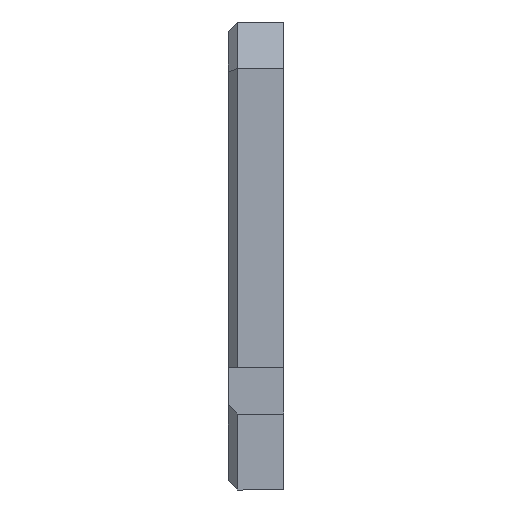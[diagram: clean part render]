
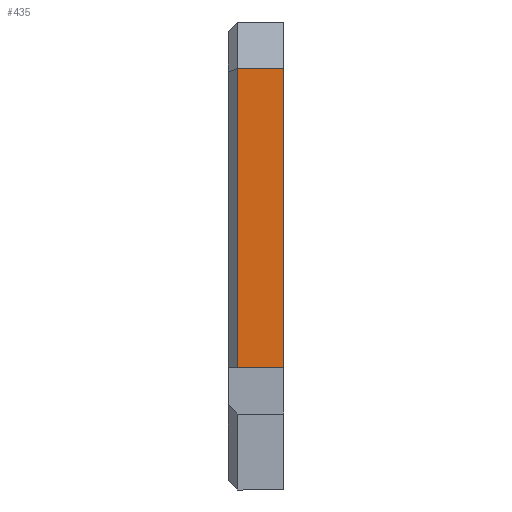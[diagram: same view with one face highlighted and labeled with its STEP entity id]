
A CAD part, front view. The second image highlights one B-rep face of the part: STEP entity #435.
In plain terms, the highlighted free-form (B-spline) face has degree [1, 1] with [2, 2] control points.
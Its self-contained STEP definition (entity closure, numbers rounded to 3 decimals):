
#47 = B_SPLINE_SURFACE_WITH_KNOTS('',1,1,(
    (#48,#49)
    ,(#50,#51)),.UNSPECIFIED.,.F.,.F.,.F.,(2,2),(2,2),(0.,1.),(0.,1.),
  .PIECEWISE_BEZIER_KNOTS.);
#48 = CARTESIAN_POINT('',(-345.,-135.002,-0.001));
#49 = CARTESIAN_POINT('',(-345.,-135.002,50.499));
#50 = CARTESIAN_POINT('',(-345.,-58.002,-0.001));
#51 = CARTESIAN_POINT('',(-345.,-58.002,50.499));
#309 = VERTEX_POINT('',#310);
#310 = CARTESIAN_POINT('',(-350.,-135.002,13.199));
#317 = B_SPLINE_SURFACE_WITH_KNOTS('',1,1,(
    (#318,#319)
    ,(#320,#321)),.UNSPECIFIED.,.F.,.F.,.F.,(2,2),(2,2),(0.,1.),(0.,1.),
  .PIECEWISE_BEZIER_KNOTS.);
#318 = CARTESIAN_POINT('',(-345.,-135.002,13.199));
#319 = CARTESIAN_POINT('',(-351.,-135.002,13.199));
#320 = CARTESIAN_POINT('',(-345.,-106.002,13.199));
#321 = CARTESIAN_POINT('',(-351.,-106.002,13.199));
#328 = B_SPLINE_SURFACE_WITH_KNOTS('',1,1,(
    (#329,#330)
    ,(#331,#332)),.UNSPECIFIED.,.F.,.F.,.F.,(2,2),(2,2),(0.,1.),(0.,1.),
  .PIECEWISE_BEZIER_KNOTS.);
#329 = CARTESIAN_POINT('',(-350.,-135.002,45.499));
#330 = CARTESIAN_POINT('',(-351.,-134.002,45.499));
#331 = CARTESIAN_POINT('',(-350.,-135.002,13.199));
#332 = CARTESIAN_POINT('',(-351.,-134.002,13.199));
#339 = EDGE_CURVE('',#340,#309,#342,.T.);
#340 = VERTEX_POINT('',#341);
#341 = CARTESIAN_POINT('',(-345.,-135.002,13.199));
#342 = SURFACE_CURVE('',#343,(#347,#353),.PCURVE_S1.);
#343 = LINE('',#344,#345);
#344 = CARTESIAN_POINT('',(-345.,-135.002,13.199));
#345 = VECTOR('',#346,1.);
#346 = DIRECTION('',(-1.,0.,0.));
#347 = PCURVE('',#317,#348);
#348 = DEFINITIONAL_REPRESENTATION('',(#349),#352);
#349 = B_SPLINE_CURVE_WITH_KNOTS('',1,(#350,#351),.UNSPECIFIED.,.F.,.F.,
  (2,2),(0.,5.),.PIECEWISE_BEZIER_KNOTS.);
#350 = CARTESIAN_POINT('',(0.,0.));
#351 = CARTESIAN_POINT('',(0.,0.833));
#352 = ( GEOMETRIC_REPRESENTATION_CONTEXT(2) 
PARAMETRIC_REPRESENTATION_CONTEXT() REPRESENTATION_CONTEXT('2D SPACE',''
  ) );
#353 = PCURVE('',#354,#359);
#354 = B_SPLINE_SURFACE_WITH_KNOTS('',1,1,(
    (#355,#356)
    ,(#357,#358)),.UNSPECIFIED.,.F.,.F.,.F.,(2,2),(2,2),(0.,1.),(0.,1.),
  .PIECEWISE_BEZIER_KNOTS.);
#355 = CARTESIAN_POINT('',(-345.,-135.002,45.499));
#356 = CARTESIAN_POINT('',(-350.,-135.002,45.499));
#357 = CARTESIAN_POINT('',(-345.,-135.002,13.199));
#358 = CARTESIAN_POINT('',(-350.,-135.002,13.199));
#359 = DEFINITIONAL_REPRESENTATION('',(#360),#363);
#360 = B_SPLINE_CURVE_WITH_KNOTS('',1,(#361,#362),.UNSPECIFIED.,.F.,.F.,
  (2,2),(0.,5.),.PIECEWISE_BEZIER_KNOTS.);
#361 = CARTESIAN_POINT('',(1.,0.));
#362 = CARTESIAN_POINT('',(1.,1.));
#363 = ( GEOMETRIC_REPRESENTATION_CONTEXT(2) 
PARAMETRIC_REPRESENTATION_CONTEXT() REPRESENTATION_CONTEXT('2D SPACE',''
  ) );
#435 = ADVANCED_FACE('',(#436),#354,.F.);
#436 = FACE_BOUND('',#437,.F.);
#437 = EDGE_LOOP('',(#438,#459,#485,#504));
#438 = ORIENTED_EDGE('',*,*,#439,.F.);
#439 = EDGE_CURVE('',#440,#309,#442,.T.);
#440 = VERTEX_POINT('',#441);
#441 = CARTESIAN_POINT('',(-350.,-135.002,45.499));
#442 = SURFACE_CURVE('',#443,(#447,#453),.PCURVE_S1.);
#443 = LINE('',#444,#445);
#444 = CARTESIAN_POINT('',(-350.,-135.002,45.499));
#445 = VECTOR('',#446,1.);
#446 = DIRECTION('',(0.,0.,-1.));
#447 = PCURVE('',#354,#448);
#448 = DEFINITIONAL_REPRESENTATION('',(#449),#452);
#449 = B_SPLINE_CURVE_WITH_KNOTS('',1,(#450,#451),.UNSPECIFIED.,.F.,.F.,
  (2,2),(0.,32.3),.PIECEWISE_BEZIER_KNOTS.);
#450 = CARTESIAN_POINT('',(0.,1.));
#451 = CARTESIAN_POINT('',(1.,1.));
#452 = ( GEOMETRIC_REPRESENTATION_CONTEXT(2) 
PARAMETRIC_REPRESENTATION_CONTEXT() REPRESENTATION_CONTEXT('2D SPACE',''
  ) );
#453 = PCURVE('',#328,#454);
#454 = DEFINITIONAL_REPRESENTATION('',(#455),#458);
#455 = B_SPLINE_CURVE_WITH_KNOTS('',1,(#456,#457),.UNSPECIFIED.,.F.,.F.,
  (2,2),(0.,32.3),.PIECEWISE_BEZIER_KNOTS.);
#456 = CARTESIAN_POINT('',(0.,0.));
#457 = CARTESIAN_POINT('',(1.,0.));
#458 = ( GEOMETRIC_REPRESENTATION_CONTEXT(2) 
PARAMETRIC_REPRESENTATION_CONTEXT() REPRESENTATION_CONTEXT('2D SPACE',''
  ) );
#459 = ORIENTED_EDGE('',*,*,#460,.F.);
#460 = EDGE_CURVE('',#461,#440,#463,.T.);
#461 = VERTEX_POINT('',#462);
#462 = CARTESIAN_POINT('',(-345.,-135.002,45.499));
#463 = SURFACE_CURVE('',#464,(#468,#474),.PCURVE_S1.);
#464 = LINE('',#465,#466);
#465 = CARTESIAN_POINT('',(-345.,-135.002,45.499));
#466 = VECTOR('',#467,1.);
#467 = DIRECTION('',(-1.,0.,0.));
#468 = PCURVE('',#354,#469);
#469 = DEFINITIONAL_REPRESENTATION('',(#470),#473);
#470 = B_SPLINE_CURVE_WITH_KNOTS('',1,(#471,#472),.UNSPECIFIED.,.F.,.F.,
  (2,2),(0.,5.),.PIECEWISE_BEZIER_KNOTS.);
#471 = CARTESIAN_POINT('',(0.,0.));
#472 = CARTESIAN_POINT('',(0.,1.));
#473 = ( GEOMETRIC_REPRESENTATION_CONTEXT(2) 
PARAMETRIC_REPRESENTATION_CONTEXT() REPRESENTATION_CONTEXT('2D SPACE',''
  ) );
#474 = PCURVE('',#475,#480);
#475 = B_SPLINE_SURFACE_WITH_KNOTS('',1,1,(
    (#476,#477)
    ,(#478,#479)),.UNSPECIFIED.,.F.,.F.,.F.,(2,2),(2,2),(0.,1.),(0.,1.),
  .PIECEWISE_BEZIER_KNOTS.);
#476 = CARTESIAN_POINT('',(-345.,-130.002,50.499));
#477 = CARTESIAN_POINT('',(-345.,-135.002,45.499));
#478 = CARTESIAN_POINT('',(-350.,-130.002,50.499));
#479 = CARTESIAN_POINT('',(-350.,-135.002,45.499));
#480 = DEFINITIONAL_REPRESENTATION('',(#481),#484);
#481 = B_SPLINE_CURVE_WITH_KNOTS('',1,(#482,#483),.UNSPECIFIED.,.F.,.F.,
  (2,2),(0.,5.),.PIECEWISE_BEZIER_KNOTS.);
#482 = CARTESIAN_POINT('',(0.,1.));
#483 = CARTESIAN_POINT('',(1.,1.));
#484 = ( GEOMETRIC_REPRESENTATION_CONTEXT(2) 
PARAMETRIC_REPRESENTATION_CONTEXT() REPRESENTATION_CONTEXT('2D SPACE',''
  ) );
#485 = ORIENTED_EDGE('',*,*,#486,.T.);
#486 = EDGE_CURVE('',#461,#340,#487,.T.);
#487 = SURFACE_CURVE('',#488,(#492,#498),.PCURVE_S1.);
#488 = LINE('',#489,#490);
#489 = CARTESIAN_POINT('',(-345.,-135.002,45.499));
#490 = VECTOR('',#491,1.);
#491 = DIRECTION('',(0.,0.,-1.));
#492 = PCURVE('',#354,#493);
#493 = DEFINITIONAL_REPRESENTATION('',(#494),#497);
#494 = B_SPLINE_CURVE_WITH_KNOTS('',1,(#495,#496),.UNSPECIFIED.,.F.,.F.,
  (2,2),(0.,32.3),.PIECEWISE_BEZIER_KNOTS.);
#495 = CARTESIAN_POINT('',(0.,0.));
#496 = CARTESIAN_POINT('',(1.,0.));
#497 = ( GEOMETRIC_REPRESENTATION_CONTEXT(2) 
PARAMETRIC_REPRESENTATION_CONTEXT() REPRESENTATION_CONTEXT('2D SPACE',''
  ) );
#498 = PCURVE('',#47,#499);
#499 = DEFINITIONAL_REPRESENTATION('',(#500),#503);
#500 = B_SPLINE_CURVE_WITH_KNOTS('',1,(#501,#502),.UNSPECIFIED.,.F.,.F.,
  (2,2),(0.,32.3),.PIECEWISE_BEZIER_KNOTS.);
#501 = CARTESIAN_POINT('',(0.,0.901));
#502 = CARTESIAN_POINT('',(0.,0.261));
#503 = ( GEOMETRIC_REPRESENTATION_CONTEXT(2) 
PARAMETRIC_REPRESENTATION_CONTEXT() REPRESENTATION_CONTEXT('2D SPACE',''
  ) );
#504 = ORIENTED_EDGE('',*,*,#339,.T.);
